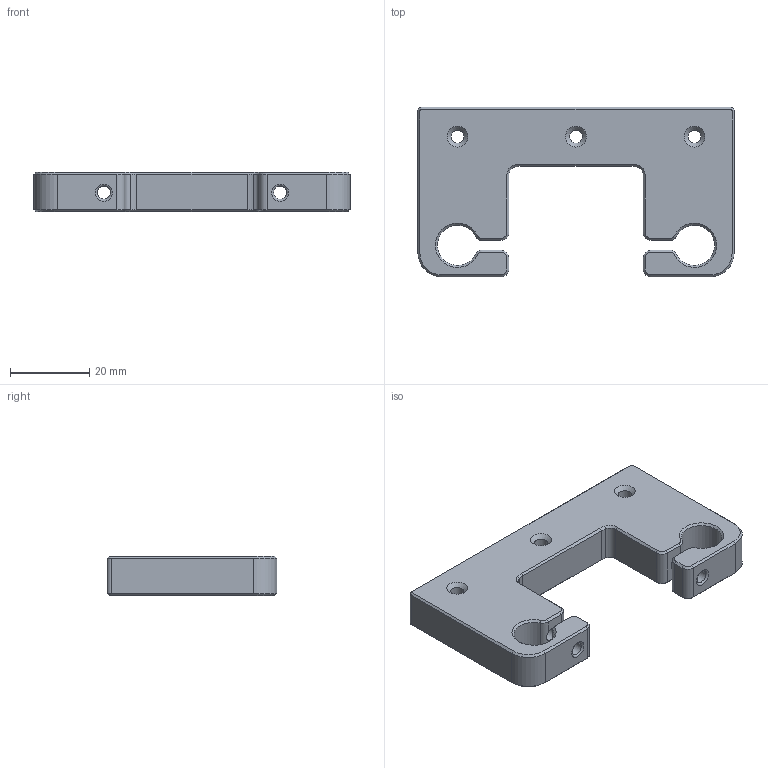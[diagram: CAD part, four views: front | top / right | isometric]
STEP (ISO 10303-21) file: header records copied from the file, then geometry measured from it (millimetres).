
FILE_DESCRIPTION(/* description */ (''),/* implementation_level */ '2;1');
FILE_NAME(/* name */ 'rod-carrier.step',/* time_stamp */ '2022-03-29T20:04:47-04:00',/* author */ (''),/* organization */ (''),/* preprocessor_version */ 'ST-DEVELOPER v18.1',/* originating_system */ 'Autodesk Translation Framework v10.13.0.1454',/* authorisation */ '');
FILE_SCHEMA (('AUTOMOTIVE_DESIGN { 1 0 10303 214 3 1 1 }'));
Length unit declared in the file: millimetre
Products named in the file (1): Rod Carrier
Bounding box: 80 x 43 x 10 mm (x, y, z)
Volume: 20933.7 mm3; surface area: 9359.3 mm2
Topology: 1 solids, 1 shells, 155 faces, 370 edges, 218 vertices
Faces by surface type: plane 69, cone 46, cylinder 32, torus 6, bspline 2
Full cylindrical faces by diameter (mm): 3.3 x3, 3.35 x6, 7 x3
Entity records: 4623 total; most frequent: CARTESIAN_POINT 914, DIRECTION 800, ORIENTED_EDGE 740, EDGE_CURVE 370, AXIS2_PLACEMENT_3D 284, LINE 232, VECTOR 232, VERTEX_POINT 218
